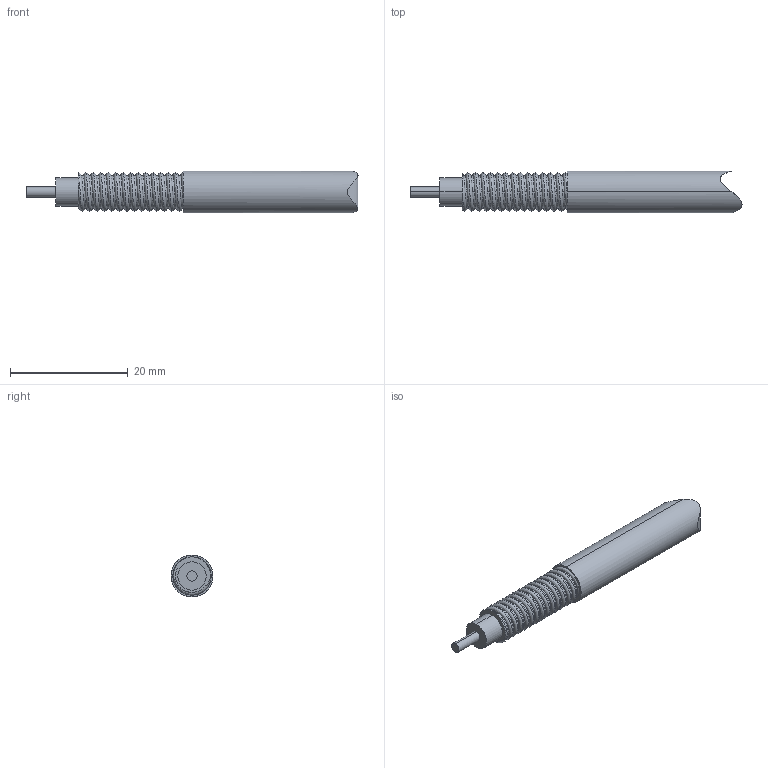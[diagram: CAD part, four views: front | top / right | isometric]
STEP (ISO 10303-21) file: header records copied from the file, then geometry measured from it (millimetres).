
FILE_DESCRIPTION (( 'STEP AP214' ), '1' );
FILE_NAME ('SPP-250-LLPL-LC_3D.STEP', '2021-09-30T22:00:56', ( '' ), ( '' ), 'SwSTEP 2.0', 'SolidWorks 2021', '' );
FILE_SCHEMA (( 'AUTOMOTIVE_DESIGN' ));
Length unit declared in the file: inch
Products named in the file (1): SPP-250-LLPL-LC_3D
Bounding box: 56.39 x 7.11 x 7.11 mm (x, y, z)
Volume: 1710.5 mm3; surface area: 1279.3 mm2
Topology: 1 solids, 1 shells, 43 faces, 114 edges, 76 vertices
Faces by surface type: cylinder 36, plane 4, bspline 3
Entity records: 6274 total; most frequent: CARTESIAN_POINT 4865, ORIENTED_EDGE 228, DIRECTION 145, EDGE_CURVE 114, VERTEX_POINT 76, AXIS2_PLACEMENT_3D 55, EDGE_LOOP 46, ADVANCED_FACE 43
